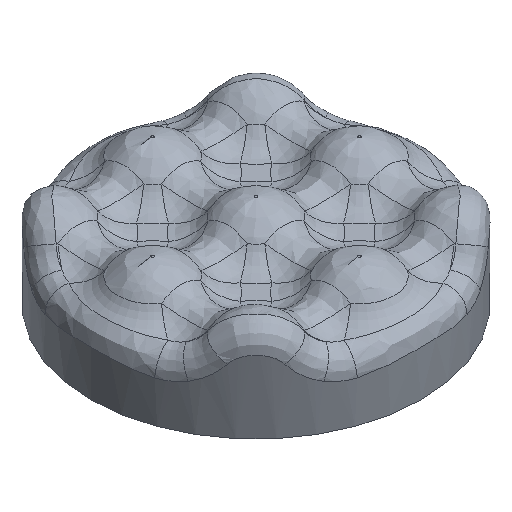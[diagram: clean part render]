
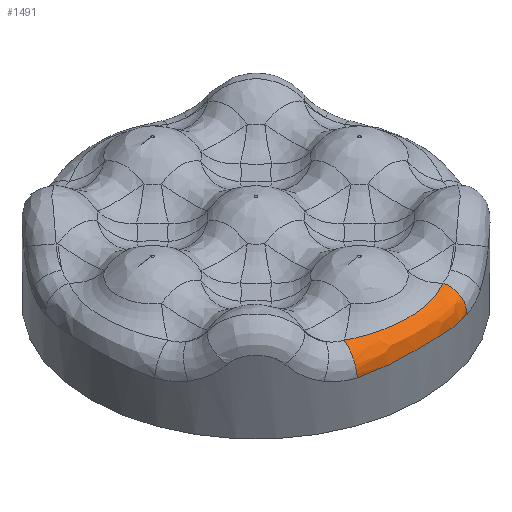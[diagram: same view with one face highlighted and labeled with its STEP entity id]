
A CAD part, isometric view. The second image highlights one B-rep face of the part: STEP entity #1491.
In plain terms, the highlighted free-form (B-spline) face has degree [3, 3] with [5, 7] control points.
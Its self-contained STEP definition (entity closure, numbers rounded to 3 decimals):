
#109=B_SPLINE_SURFACE_WITH_KNOTS('',3,3,((#5426,#5427,#5428,#5429,#5430,
#5431,#5432),(#5433,#5434,#5435,#5436,#5437,#5438,#5439),(#5440,#5441,#5442,
#5443,#5444,#5445,#5446),(#5447,#5448,#5449,#5450,#5451,#5452,#5453),(#5454,
#5455,#5456,#5457,#5458,#5459,#5460)),.UNSPECIFIED.,.F.,.F.,.F.,(4,1,4),
(4,1,1,1,4),(0.,0.5,1.),(0.,0.068,0.102,0.17,
0.238),.UNSPECIFIED.);
#168=B_SPLINE_CURVE_WITH_KNOTS('',3,(#4458,#4459,#4460,#4461,#4462,#4463,
#4464,#4465,#4466,#4467,#4468,#4469,#4470,#4471,#4472,#4473,#4474,#4475,
#4476,#4477,#4478,#4479,#4480,#4481,#4482,#4483,#4484,#4485,#4486,#4487,
#4488,#4489,#4490,#4491),.UNSPECIFIED.,.F.,.F.,(4,3,3,3,3,3,3,3,3,3,3,4),
(-0.238,-0.211,-0.184,-0.17,
-0.144,-0.119,-0.102,-0.072,
-0.068,-0.039,-0.01,0.),
 .UNSPECIFIED.);
#181=B_SPLINE_CURVE_WITH_KNOTS('',3,(#4643,#4644,#4645,#4646,#4647,#4648,
#4649),.UNSPECIFIED.,.F.,.F.,(4,1,1,1,4),(0.,0.068,0.102,
0.17,0.238),.UNSPECIFIED.);
#303=FACE_OUTER_BOUND('',#411,.T.);
#411=EDGE_LOOP('',(#1370,#1371,#1372,#1373));
#553=CIRCLE('',#1698,0.5);
#557=CIRCLE('',#1702,0.5);
#666=VERTEX_POINT('',#4452);
#667=VERTEX_POINT('',#4457);
#678=VERTEX_POINT('',#4635);
#679=VERTEX_POINT('',#4642);
#860=EDGE_CURVE('',#667,#666,#168,.T.);
#879=EDGE_CURVE('',#678,#679,#181,.T.);
#907=EDGE_CURVE('',#679,#667,#553,.T.);
#911=EDGE_CURVE('',#666,#678,#557,.T.);
#1370=ORIENTED_EDGE('',*,*,#907,.T.);
#1371=ORIENTED_EDGE('',*,*,#860,.T.);
#1372=ORIENTED_EDGE('',*,*,#911,.T.);
#1373=ORIENTED_EDGE('',*,*,#879,.T.);
#1491=ADVANCED_FACE('',(#303),#109,.F.);
#1698=AXIS2_PLACEMENT_3D('',#5184,#2116,#2117);
#1702=AXIS2_PLACEMENT_3D('',#5313,#2124,#2125);
#2116=DIRECTION('center_axis',(0.942,-0.331,0.047));
#2117=DIRECTION('ref_axis',(-0.066,-0.046,0.997));
#2124=DIRECTION('center_axis',(-0.942,-0.331,0.047));
#2125=DIRECTION('ref_axis',(0.332,-0.943,0.));
#4452=CARTESIAN_POINT('',(43.37,43.226,9.404));
#4457=CARTESIAN_POINT('',(40.716,43.226,9.404));
#4458=CARTESIAN_POINT('Ctrl Pts',(40.716,43.226,9.404));
#4459=CARTESIAN_POINT('Ctrl Pts',(40.813,43.192,9.409));
#4460=CARTESIAN_POINT('Ctrl Pts',(40.911,43.162,9.416));
#4461=CARTESIAN_POINT('Ctrl Pts',(41.009,43.136,9.426));
#4462=CARTESIAN_POINT('Ctrl Pts',(41.108,43.109,9.435));
#4463=CARTESIAN_POINT('Ctrl Pts',(41.208,43.087,9.446));
#4464=CARTESIAN_POINT('Ctrl Pts',(41.309,43.068,9.456));
#4465=CARTESIAN_POINT('Ctrl Pts',(41.361,43.058,9.462));
#4466=CARTESIAN_POINT('Ctrl Pts',(41.412,43.05,9.467));
#4467=CARTESIAN_POINT('Ctrl Pts',(41.464,43.042,9.472));
#4468=CARTESIAN_POINT('Ctrl Pts',(41.56,43.028,9.481));
#4469=CARTESIAN_POINT('Ctrl Pts',(41.656,43.018,9.488));
#4470=CARTESIAN_POINT('Ctrl Pts',(41.752,43.011,9.494));
#4471=CARTESIAN_POINT('Ctrl Pts',(41.848,43.004,9.5));
#4472=CARTESIAN_POINT('Ctrl Pts',(41.945,43.,9.503));
#4473=CARTESIAN_POINT('Ctrl Pts',(42.041,43.,9.504));
#4474=CARTESIAN_POINT('Ctrl Pts',(42.107,43.,9.504));
#4475=CARTESIAN_POINT('Ctrl Pts',(42.172,43.002,9.503));
#4476=CARTESIAN_POINT('Ctrl Pts',(42.237,43.005,9.501));
#4477=CARTESIAN_POINT('Ctrl Pts',(42.348,43.01,9.496));
#4478=CARTESIAN_POINT('Ctrl Pts',(42.46,43.02,9.487));
#4479=CARTESIAN_POINT('Ctrl Pts',(42.57,43.035,9.476));
#4480=CARTESIAN_POINT('Ctrl Pts',(42.587,43.037,9.474));
#4481=CARTESIAN_POINT('Ctrl Pts',(42.604,43.04,9.473));
#4482=CARTESIAN_POINT('Ctrl Pts',(42.621,43.042,9.471));
#4483=CARTESIAN_POINT('Ctrl Pts',(42.731,43.058,9.46));
#4484=CARTESIAN_POINT('Ctrl Pts',(42.839,43.078,9.448));
#4485=CARTESIAN_POINT('Ctrl Pts',(42.946,43.103,9.437));
#4486=CARTESIAN_POINT('Ctrl Pts',(43.053,43.128,9.427));
#4487=CARTESIAN_POINT('Ctrl Pts',(43.159,43.157,9.417));
#4488=CARTESIAN_POINT('Ctrl Pts',(43.263,43.191,9.41));
#4489=CARTESIAN_POINT('Ctrl Pts',(43.299,43.202,9.408));
#4490=CARTESIAN_POINT('Ctrl Pts',(43.334,43.214,9.406));
#4491=CARTESIAN_POINT('Ctrl Pts',(43.37,43.226,9.404));
#4635=CARTESIAN_POINT('',(43.237,43.675,9.903));
#4642=CARTESIAN_POINT('',(40.849,43.675,9.903));
#4643=CARTESIAN_POINT('Ctrl Pts',(43.237,43.675,9.903));
#4644=CARTESIAN_POINT('Ctrl Pts',(43.061,43.568,9.909));
#4645=CARTESIAN_POINT('Ctrl Pts',(42.761,43.416,9.938));
#4646=CARTESIAN_POINT('Ctrl Pts',(42.119,43.273,9.975));
#4647=CARTESIAN_POINT('Ctrl Pts',(41.421,43.358,9.951));
#4648=CARTESIAN_POINT('Ctrl Pts',(41.025,43.568,9.909));
#4649=CARTESIAN_POINT('Ctrl Pts',(40.849,43.675,9.903));
#5184=CARTESIAN_POINT('Origin',(40.882,43.698,9.404));
#5313=CARTESIAN_POINT('Origin',(43.204,43.698,9.404));
#5426=CARTESIAN_POINT('Ctrl Pts',(43.237,43.675,9.903));
#5427=CARTESIAN_POINT('Ctrl Pts',(43.061,43.568,9.909));
#5428=CARTESIAN_POINT('Ctrl Pts',(42.761,43.416,9.938));
#5429=CARTESIAN_POINT('Ctrl Pts',(42.119,43.273,9.975));
#5430=CARTESIAN_POINT('Ctrl Pts',(41.421,43.358,9.951));
#5431=CARTESIAN_POINT('Ctrl Pts',(41.025,43.568,9.909));
#5432=CARTESIAN_POINT('Ctrl Pts',(40.849,43.675,9.903));
#5433=CARTESIAN_POINT('Ctrl Pts',(43.278,43.557,9.895));
#5434=CARTESIAN_POINT('Ctrl Pts',(43.091,43.454,9.891));
#5435=CARTESIAN_POINT('Ctrl Pts',(42.774,43.313,9.907));
#5436=CARTESIAN_POINT('Ctrl Pts',(42.119,43.187,9.934));
#5437=CARTESIAN_POINT('Ctrl Pts',(41.415,43.261,9.916));
#5438=CARTESIAN_POINT('Ctrl Pts',(40.995,43.454,9.891));
#5439=CARTESIAN_POINT('Ctrl Pts',(40.808,43.557,9.895));
#5440=CARTESIAN_POINT('Ctrl Pts',(43.354,43.326,9.78));
#5441=CARTESIAN_POINT('Ctrl Pts',(43.138,43.237,9.769));
#5442=CARTESIAN_POINT('Ctrl Pts',(42.786,43.126,9.78));
#5443=CARTESIAN_POINT('Ctrl Pts',(42.116,43.039,9.805));
#5444=CARTESIAN_POINT('Ctrl Pts',(41.417,43.087,9.786));
#5445=CARTESIAN_POINT('Ctrl Pts',(40.948,43.237,9.769));
#5446=CARTESIAN_POINT('Ctrl Pts',(40.732,43.326,9.78));
#5447=CARTESIAN_POINT('Ctrl Pts',(43.375,43.228,9.53));
#5448=CARTESIAN_POINT('Ctrl Pts',(43.138,43.145,9.533));
#5449=CARTESIAN_POINT('Ctrl Pts',(42.766,43.051,9.567));
#5450=CARTESIAN_POINT('Ctrl Pts',(42.111,42.986,9.614));
#5451=CARTESIAN_POINT('Ctrl Pts',(41.443,43.019,9.582));
#5452=CARTESIAN_POINT('Ctrl Pts',(40.948,43.145,9.533));
#5453=CARTESIAN_POINT('Ctrl Pts',(40.711,43.228,9.53));
#5454=CARTESIAN_POINT('Ctrl Pts',(43.37,43.226,9.404));
#5455=CARTESIAN_POINT('Ctrl Pts',(43.126,43.141,9.415));
#5456=CARTESIAN_POINT('Ctrl Pts',(42.751,43.049,9.461));
#5457=CARTESIAN_POINT('Ctrl Pts',(42.109,42.986,9.518));
#5458=CARTESIAN_POINT('Ctrl Pts',(41.459,43.018,9.481));
#5459=CARTESIAN_POINT('Ctrl Pts',(40.96,43.141,9.415));
#5460=CARTESIAN_POINT('Ctrl Pts',(40.716,43.226,9.404));
